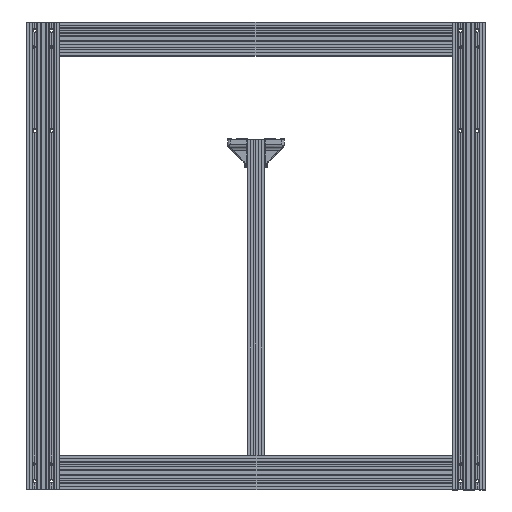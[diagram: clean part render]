
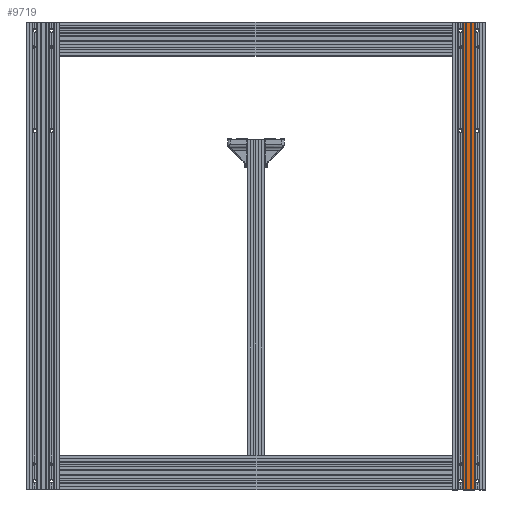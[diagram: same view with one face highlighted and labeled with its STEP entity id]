
A CAD part, top view. The second image highlights one B-rep face of the part: STEP entity #9719.
In plain terms, the highlighted face is planar.
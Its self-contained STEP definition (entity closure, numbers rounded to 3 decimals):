
#958 = LINE ( 'NONE', #4638, #21725 ) ;
#1497 = LINE ( 'NONE', #12627, #12504 ) ;
#2482 = PLANE ( 'NONE',  #11046 ) ;
#2872 = ORIENTED_EDGE ( 'NONE', *, *, #20769, .T. ) ;
#3823 = LINE ( 'NONE', #22793, #13670 ) ;
#4638 = CARTESIAN_POINT ( 'NONE',  ( -10., 6.8, 560. ) ) ;
#4688 = DIRECTION ( 'NONE',  ( 1., 0., 0. ) ) ;
#4814 = CARTESIAN_POINT ( 'NONE',  ( -10., 6.8, 0. ) ) ;
#5312 = DIRECTION ( 'NONE',  ( 0., 0., -1. ) ) ;
#5863 = EDGE_CURVE ( 'NONE', #12751, #11152, #23048, .T. ) ;
#6549 = CARTESIAN_POINT ( 'NONE',  ( -10., 6.8, 560. ) ) ;
#9719 = ADVANCED_FACE ( 'NONE', ( #23320 ), #2482, .F. ) ;
#11046 = AXIS2_PLACEMENT_3D ( 'NONE', #6549, #4688, #12150 ) ;
#11152 = VERTEX_POINT ( 'NONE', #18466 ) ;
#11769 = VECTOR ( 'NONE', #13489, 1000. ) ;
#12150 = DIRECTION ( 'NONE',  ( 0., 1., 0. ) ) ;
#12504 = VECTOR ( 'NONE', #5312, 1000. ) ;
#12627 = CARTESIAN_POINT ( 'NONE',  ( -10., 6.8, 560. ) ) ;
#12751 = VERTEX_POINT ( 'NONE', #20980 ) ;
#13489 = DIRECTION ( 'NONE',  ( 0., 0., -1. ) ) ;
#13670 = VECTOR ( 'NONE', #22565, 1000. ) ;
#14494 = VERTEX_POINT ( 'NONE', #19344 ) ;
#15997 = ORIENTED_EDGE ( 'NONE', *, *, #16664, .F. ) ;
#16664 = EDGE_CURVE ( 'NONE', #14494, #12751, #958, .T. ) ;
#17319 = CARTESIAN_POINT ( 'NONE',  ( -10., -6.8, 560. ) ) ;
#17525 = ORIENTED_EDGE ( 'NONE', *, *, #5863, .F. ) ;
#18106 = EDGE_LOOP ( 'NONE', ( #2872, #17525, #15997, #21228 ) ) ;
#18109 = DIRECTION ( 'NONE',  ( 0., -1., 0. ) ) ;
#18466 = CARTESIAN_POINT ( 'NONE',  ( -10., -6.8, 0. ) ) ;
#19344 = CARTESIAN_POINT ( 'NONE',  ( -10., 6.8, 560. ) ) ;
#20585 = VERTEX_POINT ( 'NONE', #4814 ) ;
#20668 = EDGE_CURVE ( 'NONE', #14494, #20585, #1497, .T. ) ;
#20769 = EDGE_CURVE ( 'NONE', #20585, #11152, #3823, .T. ) ;
#20980 = CARTESIAN_POINT ( 'NONE',  ( -10., -6.8, 560. ) ) ;
#21228 = ORIENTED_EDGE ( 'NONE', *, *, #20668, .T. ) ;
#21725 = VECTOR ( 'NONE', #18109, 1000. ) ;
#22565 = DIRECTION ( 'NONE',  ( 0., -1., 0. ) ) ;
#22793 = CARTESIAN_POINT ( 'NONE',  ( -10., 6.8, 0. ) ) ;
#23048 = LINE ( 'NONE', #17319, #11769 ) ;
#23320 = FACE_OUTER_BOUND ( 'NONE', #18106, .T. ) ;
